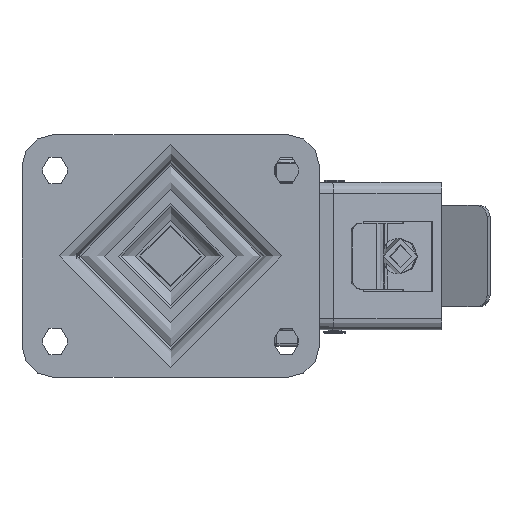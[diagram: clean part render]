
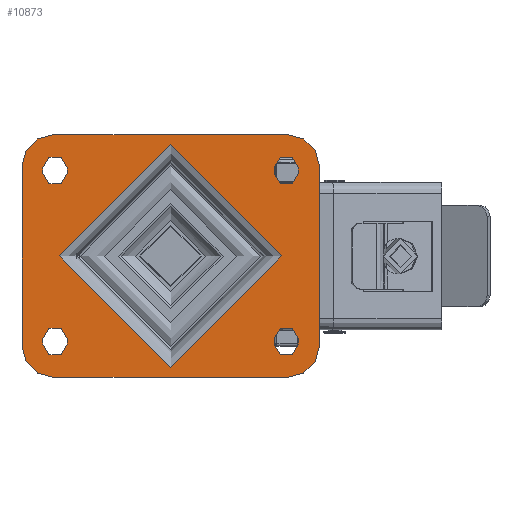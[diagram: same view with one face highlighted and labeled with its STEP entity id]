
A CAD part, top view. The second image highlights one B-rep face of the part: STEP entity #10873.
In plain terms, the highlighted planar face has unit normal (0, 0, 1).
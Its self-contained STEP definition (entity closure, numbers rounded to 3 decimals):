
#465=FACE_BOUND('',#1912,.T.);
#466=FACE_BOUND('',#1913,.T.);
#467=FACE_BOUND('',#1914,.T.);
#468=FACE_BOUND('',#1915,.T.);
#469=FACE_BOUND('',#1916,.T.);
#639=PLANE('',#11882);
#1261=FACE_OUTER_BOUND('',#1911,.T.);
#1911=EDGE_LOOP('',(#7975,#7976,#7977,#7978,#7979,#7980,#7981,#7982));
#1912=EDGE_LOOP('',(#7983,#7984,#7985,#7986));
#1913=EDGE_LOOP('',(#7987,#7988,#7989,#7990));
#1914=EDGE_LOOP('',(#7991,#7992,#7993,#7994));
#1915=EDGE_LOOP('',(#7995,#7996,#7997,#7998));
#1916=EDGE_LOOP('',(#7999));
#2620=LINE('',#17205,#3426);
#2623=LINE('',#17213,#3429);
#2626=LINE('',#17221,#3432);
#2629=LINE('',#17229,#3435);
#2632=LINE('',#17237,#3438);
#2635=LINE('',#17245,#3441);
#2638=LINE('',#17253,#3444);
#2641=LINE('',#17261,#3447);
#2645=LINE('',#17273,#3451);
#2648=LINE('',#17281,#3454);
#2651=LINE('',#17289,#3457);
#2654=LINE('',#17296,#3460);
#3426=VECTOR('',#13497,1000.);
#3429=VECTOR('',#13506,1000.);
#3432=VECTOR('',#13515,1000.);
#3435=VECTOR('',#13524,1000.);
#3438=VECTOR('',#13533,1000.);
#3441=VECTOR('',#13542,1000.);
#3444=VECTOR('',#13551,1000.);
#3447=VECTOR('',#13560,1000.);
#3451=VECTOR('',#13574,1000.);
#3454=VECTOR('',#13583,1000.);
#3457=VECTOR('',#13592,1000.);
#3460=VECTOR('',#13601,1000.);
#4117=CIRCLE('',#11612,50.5);
#4244=CIRCLE('',#11846,5.5);
#4245=CIRCLE('',#11849,5.5);
#4246=CIRCLE('',#11852,5.5);
#4247=CIRCLE('',#11855,5.5);
#4248=CIRCLE('',#11858,5.5);
#4249=CIRCLE('',#11861,5.5);
#4250=CIRCLE('',#11864,5.5);
#4251=CIRCLE('',#11867,5.5);
#4252=CIRCLE('',#11869,14.);
#4253=CIRCLE('',#11872,14.);
#4254=CIRCLE('',#11875,14.);
#4255=CIRCLE('',#11878,14.);
#4669=VERTEX_POINT('',#16274);
#4854=VERTEX_POINT('',#17202);
#4855=VERTEX_POINT('',#17204);
#4856=VERTEX_POINT('',#17208);
#4857=VERTEX_POINT('',#17212);
#4858=VERTEX_POINT('',#17218);
#4859=VERTEX_POINT('',#17220);
#4860=VERTEX_POINT('',#17224);
#4861=VERTEX_POINT('',#17228);
#4862=VERTEX_POINT('',#17234);
#4863=VERTEX_POINT('',#17236);
#4864=VERTEX_POINT('',#17240);
#4865=VERTEX_POINT('',#17244);
#4866=VERTEX_POINT('',#17250);
#4867=VERTEX_POINT('',#17252);
#4868=VERTEX_POINT('',#17256);
#4869=VERTEX_POINT('',#17260);
#4870=VERTEX_POINT('',#17266);
#4871=VERTEX_POINT('',#17268);
#4872=VERTEX_POINT('',#17272);
#4873=VERTEX_POINT('',#17276);
#4874=VERTEX_POINT('',#17280);
#4875=VERTEX_POINT('',#17284);
#4876=VERTEX_POINT('',#17288);
#4877=VERTEX_POINT('',#17292);
#5709=EDGE_CURVE('',#4669,#4669,#4117,.T.);
#5996=EDGE_CURVE('',#4855,#4854,#2620,.T.);
#5998=EDGE_CURVE('',#4856,#4855,#4244,.T.);
#6000=EDGE_CURVE('',#4857,#4856,#2623,.T.);
#6002=EDGE_CURVE('',#4854,#4857,#4245,.T.);
#6004=EDGE_CURVE('',#4859,#4858,#2626,.T.);
#6006=EDGE_CURVE('',#4860,#4859,#4246,.T.);
#6008=EDGE_CURVE('',#4861,#4860,#2629,.T.);
#6010=EDGE_CURVE('',#4858,#4861,#4247,.T.);
#6012=EDGE_CURVE('',#4863,#4862,#2632,.T.);
#6014=EDGE_CURVE('',#4864,#4863,#4248,.T.);
#6016=EDGE_CURVE('',#4865,#4864,#2635,.T.);
#6018=EDGE_CURVE('',#4862,#4865,#4249,.T.);
#6020=EDGE_CURVE('',#4867,#4866,#2638,.T.);
#6022=EDGE_CURVE('',#4868,#4867,#4250,.T.);
#6024=EDGE_CURVE('',#4869,#4868,#2641,.T.);
#6026=EDGE_CURVE('',#4866,#4869,#4251,.T.);
#6028=EDGE_CURVE('',#4870,#4871,#4252,.T.);
#6030=EDGE_CURVE('',#4871,#4872,#2645,.T.);
#6032=EDGE_CURVE('',#4873,#4872,#4253,.T.);
#6034=EDGE_CURVE('',#4873,#4874,#2648,.T.);
#6036=EDGE_CURVE('',#4874,#4875,#4254,.T.);
#6038=EDGE_CURVE('',#4875,#4876,#2651,.T.);
#6040=EDGE_CURVE('',#4876,#4877,#4255,.T.);
#6042=EDGE_CURVE('',#4877,#4870,#2654,.T.);
#7975=ORIENTED_EDGE('',*,*,#6028,.F.);
#7976=ORIENTED_EDGE('',*,*,#6042,.F.);
#7977=ORIENTED_EDGE('',*,*,#6040,.F.);
#7978=ORIENTED_EDGE('',*,*,#6038,.F.);
#7979=ORIENTED_EDGE('',*,*,#6036,.F.);
#7980=ORIENTED_EDGE('',*,*,#6034,.F.);
#7981=ORIENTED_EDGE('',*,*,#6032,.T.);
#7982=ORIENTED_EDGE('',*,*,#6030,.F.);
#7983=ORIENTED_EDGE('',*,*,#6020,.T.);
#7984=ORIENTED_EDGE('',*,*,#6026,.T.);
#7985=ORIENTED_EDGE('',*,*,#6024,.T.);
#7986=ORIENTED_EDGE('',*,*,#6022,.T.);
#7987=ORIENTED_EDGE('',*,*,#6012,.T.);
#7988=ORIENTED_EDGE('',*,*,#6018,.T.);
#7989=ORIENTED_EDGE('',*,*,#6016,.T.);
#7990=ORIENTED_EDGE('',*,*,#6014,.T.);
#7991=ORIENTED_EDGE('',*,*,#6004,.T.);
#7992=ORIENTED_EDGE('',*,*,#6010,.T.);
#7993=ORIENTED_EDGE('',*,*,#6008,.T.);
#7994=ORIENTED_EDGE('',*,*,#6006,.T.);
#7995=ORIENTED_EDGE('',*,*,#5996,.T.);
#7996=ORIENTED_EDGE('',*,*,#6002,.T.);
#7997=ORIENTED_EDGE('',*,*,#6000,.T.);
#7998=ORIENTED_EDGE('',*,*,#5998,.T.);
#7999=ORIENTED_EDGE('',*,*,#5709,.F.);
#10873=ADVANCED_FACE('',(#1261,#465,#466,#467,#468,#469),#639,.T.);
#11612=AXIS2_PLACEMENT_3D('',#16275,#12907,#12908);
#11846=AXIS2_PLACEMENT_3D('',#17209,#13501,#13502);
#11849=AXIS2_PLACEMENT_3D('',#17216,#13510,#13511);
#11852=AXIS2_PLACEMENT_3D('',#17225,#13519,#13520);
#11855=AXIS2_PLACEMENT_3D('',#17232,#13528,#13529);
#11858=AXIS2_PLACEMENT_3D('',#17241,#13537,#13538);
#11861=AXIS2_PLACEMENT_3D('',#17248,#13546,#13547);
#11864=AXIS2_PLACEMENT_3D('',#17257,#13555,#13556);
#11867=AXIS2_PLACEMENT_3D('',#17264,#13564,#13565);
#11869=AXIS2_PLACEMENT_3D('',#17269,#13569,#13570);
#11872=AXIS2_PLACEMENT_3D('',#17277,#13578,#13579);
#11875=AXIS2_PLACEMENT_3D('',#17285,#13587,#13588);
#11878=AXIS2_PLACEMENT_3D('',#17293,#13596,#13597);
#11882=AXIS2_PLACEMENT_3D('',#17299,#13606,#13607);
#12907=DIRECTION('center_axis',(0.,0.,1.));
#12908=DIRECTION('ref_axis',(1.,0.,0.));
#13497=DIRECTION('',(0.,1.,0.));
#13501=DIRECTION('center_axis',(0.,0.,-1.));
#13502=DIRECTION('ref_axis',(-1.,0.,0.));
#13506=DIRECTION('',(0.,-1.,0.));
#13510=DIRECTION('center_axis',(0.,0.,-1.));
#13511=DIRECTION('ref_axis',(-1.,0.,0.));
#13515=DIRECTION('',(0.,-1.,0.));
#13519=DIRECTION('center_axis',(0.,0.,-1.));
#13520=DIRECTION('ref_axis',(-1.,0.,0.));
#13524=DIRECTION('',(0.,1.,0.));
#13528=DIRECTION('center_axis',(0.,0.,-1.));
#13529=DIRECTION('ref_axis',(-1.,0.,0.));
#13533=DIRECTION('',(0.,1.,0.));
#13537=DIRECTION('center_axis',(0.,0.,-1.));
#13538=DIRECTION('ref_axis',(1.,0.,0.));
#13542=DIRECTION('',(0.,-1.,0.));
#13546=DIRECTION('center_axis',(0.,0.,-1.));
#13547=DIRECTION('ref_axis',(1.,0.,0.));
#13551=DIRECTION('',(0.,-1.,0.));
#13555=DIRECTION('center_axis',(0.,0.,-1.));
#13556=DIRECTION('ref_axis',(1.,0.,0.));
#13560=DIRECTION('',(0.,1.,0.));
#13564=DIRECTION('center_axis',(0.,0.,-1.));
#13565=DIRECTION('ref_axis',(1.,0.,0.));
#13569=DIRECTION('center_axis',(0.,0.,-1.));
#13570=DIRECTION('ref_axis',(0.,-1.,0.));
#13574=DIRECTION('',(0.,1.,0.));
#13578=DIRECTION('center_axis',(0.,0.,1.));
#13579=DIRECTION('ref_axis',(0.,1.,0.));
#13583=DIRECTION('',(1.,0.,0.));
#13587=DIRECTION('center_axis',(0.,0.,-1.));
#13588=DIRECTION('ref_axis',(0.,1.,0.));
#13592=DIRECTION('',(0.,-1.,0.));
#13596=DIRECTION('center_axis',(0.,0.,-1.));
#13597=DIRECTION('ref_axis',(1.,0.,0.));
#13601=DIRECTION('',(-1.,0.,0.));
#13606=DIRECTION('center_axis',(0.,0.,1.));
#13607=DIRECTION('ref_axis',(1.,0.,0.));
#16274=CARTESIAN_POINT('',(50.5,0.,0.));
#16275=CARTESIAN_POINT('Origin',(0.,0.,0.));
#17202=CARTESIAN_POINT('',(47.,-37.5,0.));
#17204=CARTESIAN_POINT('',(47.,-40.,0.));
#17205=CARTESIAN_POINT('',(47.,-40.,0.));
#17208=CARTESIAN_POINT('',(58.,-40.,0.));
#17209=CARTESIAN_POINT('Origin',(52.5,-40.,0.));
#17212=CARTESIAN_POINT('',(58.,-37.5,0.));
#17213=CARTESIAN_POINT('',(58.,-40.,0.));
#17216=CARTESIAN_POINT('Origin',(52.5,-37.5,0.));
#17218=CARTESIAN_POINT('',(58.,37.5,0.));
#17220=CARTESIAN_POINT('',(58.,40.,0.));
#17221=CARTESIAN_POINT('',(58.,40.,0.));
#17224=CARTESIAN_POINT('',(47.,40.,0.));
#17225=CARTESIAN_POINT('Origin',(52.5,40.,0.));
#17228=CARTESIAN_POINT('',(47.,37.5,0.));
#17229=CARTESIAN_POINT('',(47.,40.,0.));
#17232=CARTESIAN_POINT('Origin',(52.5,37.5,0.));
#17234=CARTESIAN_POINT('',(-58.,-37.5,0.));
#17236=CARTESIAN_POINT('',(-58.,-40.,0.));
#17237=CARTESIAN_POINT('',(-58.,-40.,0.));
#17240=CARTESIAN_POINT('',(-47.,-40.,0.));
#17241=CARTESIAN_POINT('Origin',(-52.5,-40.,0.));
#17244=CARTESIAN_POINT('',(-47.,-37.5,0.));
#17245=CARTESIAN_POINT('',(-47.,-40.,0.));
#17248=CARTESIAN_POINT('Origin',(-52.5,-37.5,0.));
#17250=CARTESIAN_POINT('',(-47.,37.5,0.));
#17252=CARTESIAN_POINT('',(-47.,40.,0.));
#17253=CARTESIAN_POINT('',(-47.,40.,0.));
#17256=CARTESIAN_POINT('',(-58.,40.,0.));
#17257=CARTESIAN_POINT('Origin',(-52.5,40.,0.));
#17260=CARTESIAN_POINT('',(-58.,37.5,0.));
#17261=CARTESIAN_POINT('',(-58.,40.,0.));
#17264=CARTESIAN_POINT('Origin',(-52.5,37.5,0.));
#17266=CARTESIAN_POINT('',(-53.5,-55.,0.));
#17268=CARTESIAN_POINT('',(-67.5,-41.,0.));
#17269=CARTESIAN_POINT('Origin',(-53.5,-41.,0.));
#17272=CARTESIAN_POINT('',(-67.5,41.,0.));
#17273=CARTESIAN_POINT('',(-67.5,-41.,0.));
#17276=CARTESIAN_POINT('',(-53.5,55.,0.));
#17277=CARTESIAN_POINT('Origin',(-53.5,41.,0.));
#17280=CARTESIAN_POINT('',(53.5,55.,0.));
#17281=CARTESIAN_POINT('',(-53.5,55.,0.));
#17284=CARTESIAN_POINT('',(67.5,41.,0.));
#17285=CARTESIAN_POINT('Origin',(53.5,41.,0.));
#17288=CARTESIAN_POINT('',(67.5,-41.,0.));
#17289=CARTESIAN_POINT('',(67.5,41.,0.));
#17292=CARTESIAN_POINT('',(53.5,-55.,0.));
#17293=CARTESIAN_POINT('Origin',(53.5,-41.,0.));
#17296=CARTESIAN_POINT('',(53.5,-55.,0.));
#17299=CARTESIAN_POINT('Origin',(0.,0.,0.));
